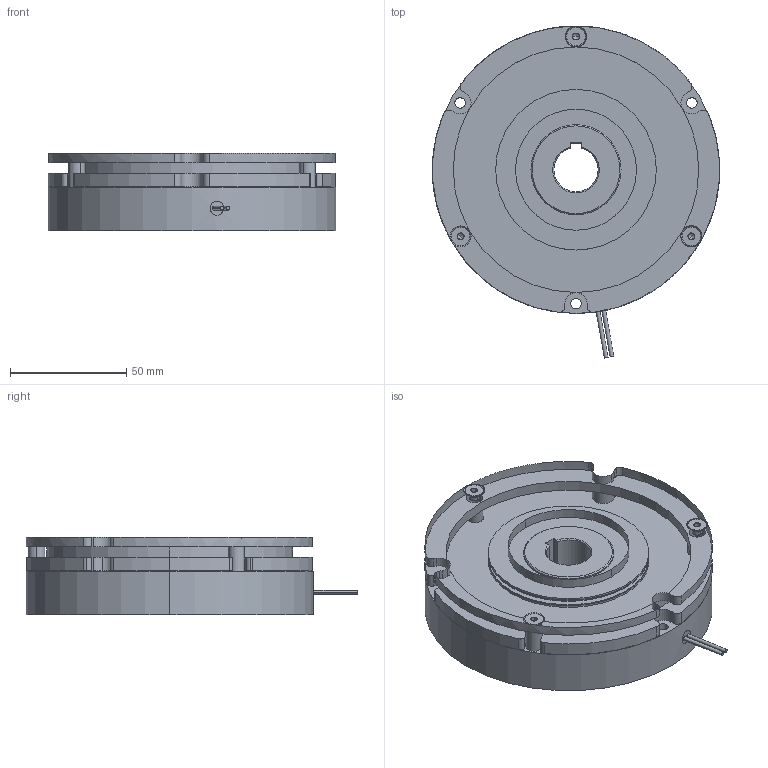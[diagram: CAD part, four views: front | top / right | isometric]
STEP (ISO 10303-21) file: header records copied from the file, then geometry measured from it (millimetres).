
FILE_DESCRIPTION (( 'STEP AP214' ), '1' );
FILE_NAME ('23864400修正後.STEP', '2020-04-24T07:26:29', ( '' ), ( '' ), 'SwSTEP 2.0', 'SolidWorks 2018', '' );
FILE_SCHEMA (( 'AUTOMOTIVE_DESIGN' ));
Length unit declared in the file: millimetre
Products named in the file (1): 23864400修正後
Bounding box: 123.5 x 142.61 x 33.3 mm (x, y, z)
Volume: 339383.4 mm3; surface area: 80102 mm2
Topology: 1 solids, 5 shells, 240 faces, 582 edges, 358 vertices
Faces by surface type: cylinder 119, plane 66, cone 51, torus 4
Entity records: 9957 total; most frequent: CARTESIAN_POINT 1561, DIRECTION 1290, ORIENTED_EDGE 1152, EDGE_CURVE 576, AXIS2_PLACEMENT_3D 531, VERTEX_POINT 358, CIRCLE 290, EDGE_LOOP 276
